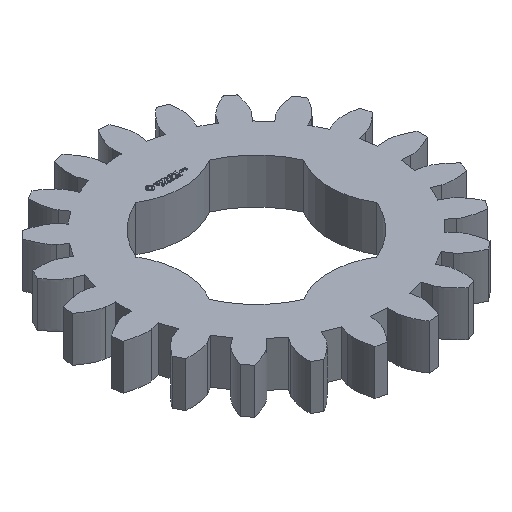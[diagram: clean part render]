
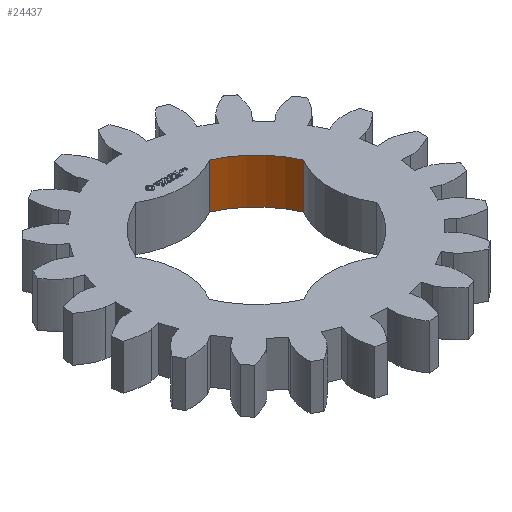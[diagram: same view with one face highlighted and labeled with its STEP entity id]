
A CAD part, isometric view. The second image highlights one B-rep face of the part: STEP entity #24437.
In plain terms, the highlighted cylindrical face has radius 6.35 mm (diameter 12.7 mm), a partial arc.
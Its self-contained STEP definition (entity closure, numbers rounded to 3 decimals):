
#93 = PLANE('',#94);
#94 = AXIS2_PLACEMENT_3D('',#95,#96,#97);
#95 = CARTESIAN_POINT('',(0.,0.,3.125));
#96 = DIRECTION('',(0.,0.,1.));
#97 = DIRECTION('',(1.,0.,0.));
#168 = PLANE('',#169);
#169 = AXIS2_PLACEMENT_3D('',#170,#171,#172);
#170 = CARTESIAN_POINT('',(0.,0.,0.));
#171 = DIRECTION('',(0.,0.,1.));
#172 = DIRECTION('',(1.,0.,0.));
#6236 = VERTEX_POINT('',#6237);
#6237 = CARTESIAN_POINT('',(2.55,5.816,0.));
#6252 = CYLINDRICAL_SURFACE('',#6253,4.9);
#6253 = AXIS2_PLACEMENT_3D('',#6254,#6255,#6256);
#6254 = CARTESIAN_POINT('',(0.,10.,0.));
#6255 = DIRECTION('',(0.,-0.,-1.));
#6256 = DIRECTION('',(0.707,0.707,0.));
#6264 = EDGE_CURVE('',#6265,#6236,#6267,.T.);
#6265 = VERTEX_POINT('',#6266);
#6266 = CARTESIAN_POINT('',(5.816,2.55,0.));
#6267 = SURFACE_CURVE('',#6268,(#6273,#6280),.PCURVE_S1.);
#6268 = CIRCLE('',#6269,6.35);
#6269 = AXIS2_PLACEMENT_3D('',#6270,#6271,#6272);
#6270 = CARTESIAN_POINT('',(0.,0.,0.));
#6271 = DIRECTION('',(0.,-0.,1.));
#6272 = DIRECTION('',(0.707,0.707,0.));
#6273 = PCURVE('',#168,#6274);
#6274 = DEFINITIONAL_REPRESENTATION('',(#6275),#6279);
#6275 = CIRCLE('',#6276,6.35);
#6276 = AXIS2_PLACEMENT_2D('',#6277,#6278);
#6277 = CARTESIAN_POINT('',(0.,0.));
#6278 = DIRECTION('',(0.707,0.707));
#6279 = ( GEOMETRIC_REPRESENTATION_CONTEXT(2) 
PARAMETRIC_REPRESENTATION_CONTEXT() REPRESENTATION_CONTEXT('2D SPACE',''
  ) );
#6280 = PCURVE('',#6281,#6286);
#6281 = CYLINDRICAL_SURFACE('',#6282,6.35);
#6282 = AXIS2_PLACEMENT_3D('',#6283,#6284,#6285);
#6283 = CARTESIAN_POINT('',(0.,0.,0.));
#6284 = DIRECTION('',(0.,-0.,-1.));
#6285 = DIRECTION('',(0.707,0.707,0.));
#6286 = DEFINITIONAL_REPRESENTATION('',(#6287),#6291);
#6287 = LINE('',#6288,#6289);
#6288 = CARTESIAN_POINT('',(-0.,0.));
#6289 = VECTOR('',#6290,1.);
#6290 = DIRECTION('',(-1.,0.));
#6291 = ( GEOMETRIC_REPRESENTATION_CONTEXT(2) 
PARAMETRIC_REPRESENTATION_CONTEXT() REPRESENTATION_CONTEXT('2D SPACE',''
  ) );
#6310 = CYLINDRICAL_SURFACE('',#6311,4.9);
#6311 = AXIS2_PLACEMENT_3D('',#6312,#6313,#6314);
#6312 = CARTESIAN_POINT('',(10.,0.,0.));
#6313 = DIRECTION('',(0.,-0.,-1.));
#6314 = DIRECTION('',(0.707,0.707,0.));
#10658 = VERTEX_POINT('',#10659);
#10659 = CARTESIAN_POINT('',(2.55,5.816,3.125));
#10681 = EDGE_CURVE('',#10682,#10658,#10684,.T.);
#10682 = VERTEX_POINT('',#10683);
#10683 = CARTESIAN_POINT('',(5.816,2.55,3.125));
#10684 = SURFACE_CURVE('',#10685,(#10690,#10697),.PCURVE_S1.);
#10685 = CIRCLE('',#10686,6.35);
#10686 = AXIS2_PLACEMENT_3D('',#10687,#10688,#10689);
#10687 = CARTESIAN_POINT('',(0.,0.,3.125
    ));
#10688 = DIRECTION('',(0.,-0.,1.));
#10689 = DIRECTION('',(0.707,0.707,0.));
#10690 = PCURVE('',#93,#10691);
#10691 = DEFINITIONAL_REPRESENTATION('',(#10692),#10696);
#10692 = CIRCLE('',#10693,6.35);
#10693 = AXIS2_PLACEMENT_2D('',#10694,#10695);
#10694 = CARTESIAN_POINT('',(0.,0.));
#10695 = DIRECTION('',(0.707,0.707));
#10696 = ( GEOMETRIC_REPRESENTATION_CONTEXT(2) 
PARAMETRIC_REPRESENTATION_CONTEXT() REPRESENTATION_CONTEXT('2D SPACE',''
  ) );
#10697 = PCURVE('',#6281,#10698);
#10698 = DEFINITIONAL_REPRESENTATION('',(#10699),#10703);
#10699 = LINE('',#10700,#10701);
#10700 = CARTESIAN_POINT('',(-0.,-3.125));
#10701 = VECTOR('',#10702,1.);
#10702 = DIRECTION('',(-1.,0.));
#10703 = ( GEOMETRIC_REPRESENTATION_CONTEXT(2) 
PARAMETRIC_REPRESENTATION_CONTEXT() REPRESENTATION_CONTEXT('2D SPACE',''
  ) );
#24414 = EDGE_CURVE('',#6265,#10682,#24415,.T.);
#24415 = SURFACE_CURVE('',#24416,(#24420,#24427),.PCURVE_S1.);
#24416 = LINE('',#24417,#24418);
#24417 = CARTESIAN_POINT('',(5.816,2.55,0.));
#24418 = VECTOR('',#24419,1.);
#24419 = DIRECTION('',(0.,0.,1.));
#24420 = PCURVE('',#6310,#24421);
#24421 = DEFINITIONAL_REPRESENTATION('',(#24422),#24426);
#24422 = LINE('',#24423,#24424);
#24423 = CARTESIAN_POINT('',(-1.809,0.));
#24424 = VECTOR('',#24425,1.);
#24425 = DIRECTION('',(-0.,-1.));
#24426 = ( GEOMETRIC_REPRESENTATION_CONTEXT(2) 
PARAMETRIC_REPRESENTATION_CONTEXT() REPRESENTATION_CONTEXT('2D SPACE',''
  ) );
#24427 = PCURVE('',#6281,#24428);
#24428 = DEFINITIONAL_REPRESENTATION('',(#24429),#24433);
#24429 = LINE('',#24430,#24431);
#24430 = CARTESIAN_POINT('',(-5.911,0.));
#24431 = VECTOR('',#24432,1.);
#24432 = DIRECTION('',(-0.,-1.));
#24433 = ( GEOMETRIC_REPRESENTATION_CONTEXT(2) 
PARAMETRIC_REPRESENTATION_CONTEXT() REPRESENTATION_CONTEXT('2D SPACE',''
  ) );
#24437 = ADVANCED_FACE('',(#24438),#6281,.F.);
#24438 = FACE_BOUND('',#24439,.T.);
#24439 = EDGE_LOOP('',(#24440,#24441,#24442,#24463));
#24440 = ORIENTED_EDGE('',*,*,#24414,.T.);
#24441 = ORIENTED_EDGE('',*,*,#10681,.T.);
#24442 = ORIENTED_EDGE('',*,*,#24443,.F.);
#24443 = EDGE_CURVE('',#6236,#10658,#24444,.T.);
#24444 = SURFACE_CURVE('',#24445,(#24449,#24456),.PCURVE_S1.);
#24445 = LINE('',#24446,#24447);
#24446 = CARTESIAN_POINT('',(2.55,5.816,0.));
#24447 = VECTOR('',#24448,1.);
#24448 = DIRECTION('',(0.,0.,1.));
#24449 = PCURVE('',#6281,#24450);
#24450 = DEFINITIONAL_REPRESENTATION('',(#24451),#24455);
#24451 = LINE('',#24452,#24453);
#24452 = CARTESIAN_POINT('',(-6.655,0.));
#24453 = VECTOR('',#24454,1.);
#24454 = DIRECTION('',(-0.,-1.));
#24455 = ( GEOMETRIC_REPRESENTATION_CONTEXT(2) 
PARAMETRIC_REPRESENTATION_CONTEXT() REPRESENTATION_CONTEXT('2D SPACE',''
  ) );
#24456 = PCURVE('',#6252,#24457);
#24457 = DEFINITIONAL_REPRESENTATION('',(#24458),#24462);
#24458 = LINE('',#24459,#24460);
#24459 = CARTESIAN_POINT('',(-4.474,0.));
#24460 = VECTOR('',#24461,1.);
#24461 = DIRECTION('',(-0.,-1.));
#24462 = ( GEOMETRIC_REPRESENTATION_CONTEXT(2) 
PARAMETRIC_REPRESENTATION_CONTEXT() REPRESENTATION_CONTEXT('2D SPACE',''
  ) );
#24463 = ORIENTED_EDGE('',*,*,#6264,.F.);
